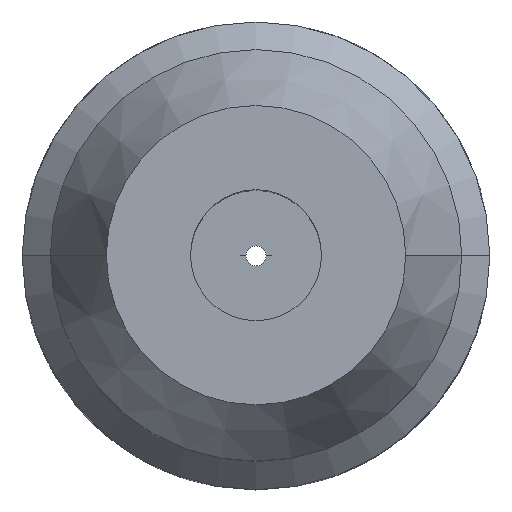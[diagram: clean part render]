
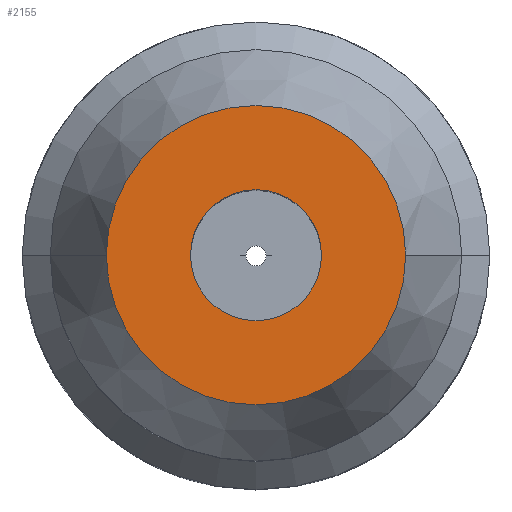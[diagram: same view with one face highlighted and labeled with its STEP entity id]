
A CAD part, top view. The second image highlights one B-rep face of the part: STEP entity #2155.
In plain terms, the highlighted planar face has unit normal (0, 0, 1).
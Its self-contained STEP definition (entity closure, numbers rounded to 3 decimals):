
#440 = CIRCLE ( 'NONE', #4444, 16. ) ;
#579 = AXIS2_PLACEMENT_3D ( 'NONE', #3628, #3995, #3981 ) ;
#613 = CIRCLE ( 'NONE', #579, 7. ) ;
#632 = DIRECTION ( 'NONE',  ( 0., 0., -1. ) ) ;
#682 = VERTEX_POINT ( 'NONE', #1746 ) ;
#876 = VERTEX_POINT ( 'NONE', #1930 ) ;
#1211 = DIRECTION ( 'NONE',  ( -1., 0., 0. ) ) ;
#1301 = FACE_BOUND ( 'NONE', #3082, .T. ) ;
#1367 = CARTESIAN_POINT ( 'NONE',  ( 0., 16., 60. ) ) ;
#1383 = DIRECTION ( 'NONE',  ( -1., 0., 0. ) ) ;
#1497 = ORIENTED_EDGE ( 'NONE', *, *, #2587, .T. ) ;
#1629 = EDGE_CURVE ( 'NONE', #682, #876, #613, .T. ) ;
#1746 = CARTESIAN_POINT ( 'NONE',  ( -7., 0., 60. ) ) ;
#1752 = DIRECTION ( 'NONE',  ( 1., 0., 0. ) ) ;
#1785 = VERTEX_POINT ( 'NONE', #4612 ) ;
#1848 = CIRCLE ( 'NONE', #3820, 16. ) ;
#1930 = CARTESIAN_POINT ( 'NONE',  ( 7., 0., 60. ) ) ;
#1964 = FACE_OUTER_BOUND ( 'NONE', #2949, .T. ) ;
#2118 = EDGE_CURVE ( 'NONE', #4155, #1785, #1848, .T. ) ;
#2155 = ADVANCED_FACE ( 'NONE', ( #1301, #1964 ), #3476, .T. ) ;
#2158 = ORIENTED_EDGE ( 'NONE', *, *, #2118, .F. ) ;
#2330 = EDGE_CURVE ( 'NONE', #1785, #4155, #440, .T. ) ;
#2587 = EDGE_CURVE ( 'NONE', #876, #682, #3137, .T. ) ;
#2949 = EDGE_LOOP ( 'NONE', ( #3936, #2158 ) ) ;
#3082 = EDGE_LOOP ( 'NONE', ( #4109, #1497 ) ) ;
#3137 = CIRCLE ( 'NONE', #3403, 7. ) ;
#3144 = CARTESIAN_POINT ( 'NONE',  ( 0., 0., 60. ) ) ;
#3330 = DIRECTION ( 'NONE',  ( 0., 0., -1. ) ) ;
#3403 = AXIS2_PLACEMENT_3D ( 'NONE', #3144, #3436, #4518 ) ;
#3436 = DIRECTION ( 'NONE',  ( 0., 0., -1. ) ) ;
#3476 = PLANE ( 'NONE',  #4121 ) ;
#3628 = CARTESIAN_POINT ( 'NONE',  ( 0., 0., 60. ) ) ;
#3820 = AXIS2_PLACEMENT_3D ( 'NONE', #3844, #632, #1383 ) ;
#3844 = CARTESIAN_POINT ( 'NONE',  ( 0., 0., 60. ) ) ;
#3936 = ORIENTED_EDGE ( 'NONE', *, *, #2330, .F. ) ;
#3981 = DIRECTION ( 'NONE',  ( -1., 0., 0. ) ) ;
#3995 = DIRECTION ( 'NONE',  ( 0., 0., -1. ) ) ;
#4075 = CARTESIAN_POINT ( 'NONE',  ( 0., 0., 60. ) ) ;
#4109 = ORIENTED_EDGE ( 'NONE', *, *, #1629, .T. ) ;
#4121 = AXIS2_PLACEMENT_3D ( 'NONE', #1367, #4580, #1752 ) ;
#4155 = VERTEX_POINT ( 'NONE', #4581 ) ;
#4444 = AXIS2_PLACEMENT_3D ( 'NONE', #4075, #3330, #1211 ) ;
#4518 = DIRECTION ( 'NONE',  ( -1., 0., 0. ) ) ;
#4580 = DIRECTION ( 'NONE',  ( 0., 0., 1. ) ) ;
#4581 = CARTESIAN_POINT ( 'NONE',  ( 16., 0., 60. ) ) ;
#4612 = CARTESIAN_POINT ( 'NONE',  ( -16., 0., 60. ) ) ;
